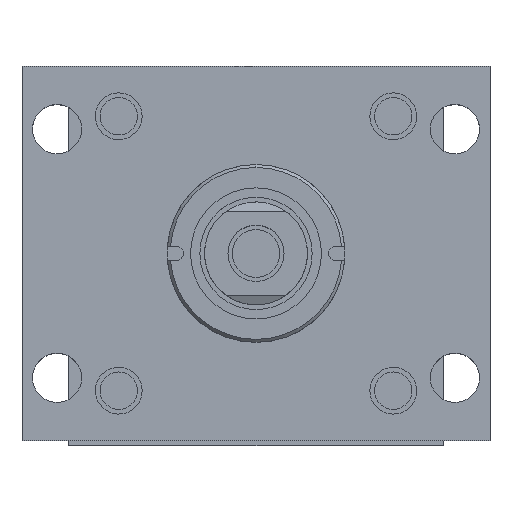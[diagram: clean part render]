
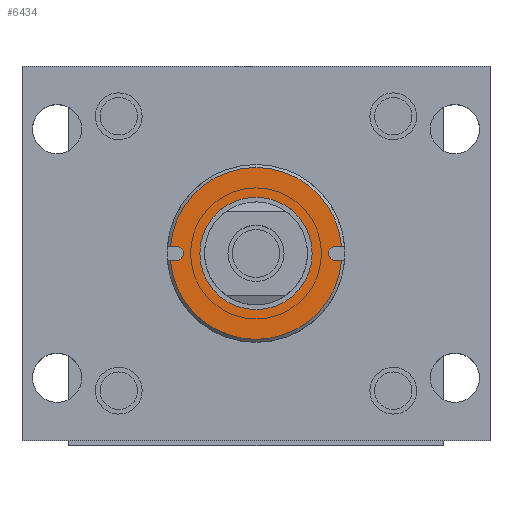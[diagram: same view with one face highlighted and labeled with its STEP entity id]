
A CAD part, top view. The second image highlights one B-rep face of the part: STEP entity #6434.
In plain terms, the highlighted face is planar.
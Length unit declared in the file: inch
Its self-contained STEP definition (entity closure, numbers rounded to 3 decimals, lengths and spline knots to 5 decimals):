
#23 = VERTEX_POINT ( 'NONE', #4796 ) ;
#68 = VERTEX_POINT ( 'NONE', #5768 ) ;
#115 = CARTESIAN_POINT ( 'NONE',  ( 9.17484, 15.3203, 0. ) ) ;
#146 = CARTESIAN_POINT ( 'NONE',  ( 9.17484, 16.3823, 0. ) ) ;
#148 = DIRECTION ( 'NONE',  ( 0., 0., -1. ) ) ;
#160 = EDGE_CURVE ( 'NONE', #1535, #918, #9239, .T. ) ;
#185 = DIRECTION ( 'NONE',  ( -1., 0., 0. ) ) ;
#243 = CIRCLE ( 'NONE', #4143, 0.75 ) ;
#256 = AXIS2_PLACEMENT_3D ( 'NONE', #415, #5475, #6097 ) ;
#316 = PLANE ( 'NONE',  #256 ) ;
#415 = CARTESIAN_POINT ( 'NONE',  ( 9.17484, 17.5298, 0. ) ) ;
#530 = EDGE_CURVE ( 'NONE', #2727, #68, #753, .T. ) ;
#753 = CIRCLE ( 'NONE', #1498, 0.094 ) ;
#826 = EDGE_CURVE ( 'NONE', #9188, #2558, #8206, .T. ) ;
#851 = ORIENTED_EDGE ( 'NONE', *, *, #6711, .F. ) ;
#873 = DIRECTION ( 'NONE',  ( -1., 0., 0. ) ) ;
#875 = DIRECTION ( 'NONE',  ( 1., 0., 0. ) ) ;
#896 = VERTEX_POINT ( 'NONE', #2421 ) ;
#905 = CARTESIAN_POINT ( 'NONE',  ( 9.17484, 16.3823, 0.75 ) ) ;
#918 = VERTEX_POINT ( 'NONE', #8906 ) ;
#1044 = CARTESIAN_POINT ( 'NONE',  ( 9.17484, 16.3823, 0. ) ) ;
#1404 = AXIS2_PLACEMENT_3D ( 'NONE', #9027, #4693, #2472 ) ;
#1408 = DIRECTION ( 'NONE',  ( 1., 0., 0. ) ) ;
#1498 = AXIS2_PLACEMENT_3D ( 'NONE', #9348, #1408, #7204 ) ;
#1533 = EDGE_CURVE ( 'NONE', #918, #9188, #7908, .T. ) ;
#1535 = VERTEX_POINT ( 'NONE', #5347 ) ;
#1574 = ORIENTED_EDGE ( 'NONE', *, *, #3908, .F. ) ;
#1993 = ORIENTED_EDGE ( 'NONE', *, *, #160, .T. ) ;
#2046 = CARTESIAN_POINT ( 'NONE',  ( 9.17484, 17.5298, 0.094 ) ) ;
#2149 = VECTOR ( 'NONE', #3806, 39.37008 ) ;
#2252 = VECTOR ( 'NONE', #4379, 39.37008 ) ;
#2287 = CARTESIAN_POINT ( 'NONE',  ( 9.17484, 16.3823, 0. ) ) ;
#2421 = CARTESIAN_POINT ( 'NONE',  ( 9.17484, 17.52594, 0.094 ) ) ;
#2472 = DIRECTION ( 'NONE',  ( 0., 0., 1. ) ) ;
#2488 = FACE_OUTER_BOUND ( 'NONE', #7872, .T. ) ;
#2530 = DIRECTION ( 'NONE',  ( 0., 0., 1. ) ) ;
#2548 = EDGE_LOOP ( 'NONE', ( #851, #1574 ) ) ;
#2558 = VERTEX_POINT ( 'NONE', #3459 ) ;
#2727 = VERTEX_POINT ( 'NONE', #9304 ) ;
#2734 = VERTEX_POINT ( 'NONE', #5704 ) ;
#3079 = DIRECTION ( 'NONE',  ( -1., 0., 0. ) ) ;
#3101 = DIRECTION ( 'NONE',  ( 0., 0., 1. ) ) ;
#3178 = CARTESIAN_POINT ( 'NONE',  ( 9.17484, 16.3823, 0. ) ) ;
#3410 = CARTESIAN_POINT ( 'NONE',  ( 9.17484, 17.5298, -0.094 ) ) ;
#3438 = CARTESIAN_POINT ( 'NONE',  ( 9.17484, 16.3823, -0.75 ) ) ;
#3450 = ORIENTED_EDGE ( 'NONE', *, *, #4511, .T. ) ;
#3459 = CARTESIAN_POINT ( 'NONE',  ( 9.17484, 15.3203, 0.094 ) ) ;
#3806 = DIRECTION ( 'NONE',  ( 0., -1., 0. ) ) ;
#3865 = CARTESIAN_POINT ( 'NONE',  ( 9.17484, 17.5298, -0.094 ) ) ;
#3908 = EDGE_CURVE ( 'NONE', #7111, #8728, #6714, .T. ) ;
#3957 = ORIENTED_EDGE ( 'NONE', *, *, #826, .T. ) ;
#4143 = AXIS2_PLACEMENT_3D ( 'NONE', #1044, #3079, #8155 ) ;
#4379 = DIRECTION ( 'NONE',  ( 0., -1., 0. ) ) ;
#4511 = EDGE_CURVE ( 'NONE', #23, #896, #4795, .T. ) ;
#4533 = LINE ( 'NONE', #8797, #7263 ) ;
#4693 = DIRECTION ( 'NONE',  ( -1., 0., 0. ) ) ;
#4795 = CIRCLE ( 'NONE', #8725, 1.1475 ) ;
#4796 = CARTESIAN_POINT ( 'NONE',  ( 9.17484, 15.23865, 0.094 ) ) ;
#5040 = CARTESIAN_POINT ( 'NONE',  ( 9.17484, 15.3203, -0.094 ) ) ;
#5096 = LINE ( 'NONE', #3865, #2149 ) ;
#5189 = LINE ( 'NONE', #2046, #2252 ) ;
#5238 = AXIS2_PLACEMENT_3D ( 'NONE', #2287, #185, #3101 ) ;
#5338 = ORIENTED_EDGE ( 'NONE', *, *, #1533, .T. ) ;
#5347 = CARTESIAN_POINT ( 'NONE',  ( 9.17484, 16.3823, -1.1475 ) ) ;
#5357 = ORIENTED_EDGE ( 'NONE', *, *, #8646, .T. ) ;
#5380 = ORIENTED_EDGE ( 'NONE', *, *, #530, .T. ) ;
#5475 = DIRECTION ( 'NONE',  ( 1., 0., 0. ) ) ;
#5563 = FACE_BOUND ( 'NONE', #2548, .T. ) ;
#5669 = DIRECTION ( 'NONE',  ( 0., 1., 0. ) ) ;
#5704 = CARTESIAN_POINT ( 'NONE',  ( 9.17484, 17.52594, -0.094 ) ) ;
#5768 = CARTESIAN_POINT ( 'NONE',  ( 9.17484, 17.4443, -0.094 ) ) ;
#5798 = ORIENTED_EDGE ( 'NONE', *, *, #6280, .F. ) ;
#5840 = CIRCLE ( 'NONE', #5238, 1.1475 ) ;
#6097 = DIRECTION ( 'NONE',  ( 0., 0., -1. ) ) ;
#6208 = EDGE_CURVE ( 'NONE', #23, #2558, #4533, .T. ) ;
#6280 = EDGE_CURVE ( 'NONE', #2734, #68, #5096, .T. ) ;
#6434 = ADVANCED_FACE ( 'NONE', ( #5563, #2488 ), #316, .F. ) ;
#6527 = VECTOR ( 'NONE', #5669, 39.37008 ) ;
#6711 = EDGE_CURVE ( 'NONE', #8728, #7111, #243, .T. ) ;
#6714 = CIRCLE ( 'NONE', #1404, 0.75 ) ;
#6773 = AXIS2_PLACEMENT_3D ( 'NONE', #115, #875, #148 ) ;
#7111 = VERTEX_POINT ( 'NONE', #3438 ) ;
#7163 = ORIENTED_EDGE ( 'NONE', *, *, #7928, .T. ) ;
#7204 = DIRECTION ( 'NONE',  ( 0., 0., -1. ) ) ;
#7263 = VECTOR ( 'NONE', #8735, 39.37008 ) ;
#7677 = ORIENTED_EDGE ( 'NONE', *, *, #6208, .F. ) ;
#7872 = EDGE_LOOP ( 'NONE', ( #5357, #1993, #5338, #3957, #7677, #3450, #7163, #5380, #5798 ) ) ;
#7908 = LINE ( 'NONE', #3410, #6527 ) ;
#7928 = EDGE_CURVE ( 'NONE', #896, #2727, #5189, .T. ) ;
#8155 = DIRECTION ( 'NONE',  ( 0., 0., 1. ) ) ;
#8206 = CIRCLE ( 'NONE', #6773, 0.094 ) ;
#8259 = DIRECTION ( 'NONE',  ( -1., 0., 0. ) ) ;
#8290 = AXIS2_PLACEMENT_3D ( 'NONE', #146, #873, #8771 ) ;
#8646 = EDGE_CURVE ( 'NONE', #2734, #1535, #5840, .T. ) ;
#8725 = AXIS2_PLACEMENT_3D ( 'NONE', #3178, #8259, #2530 ) ;
#8728 = VERTEX_POINT ( 'NONE', #905 ) ;
#8735 = DIRECTION ( 'NONE',  ( 0., 1., 0. ) ) ;
#8771 = DIRECTION ( 'NONE',  ( 0., 0., 1. ) ) ;
#8797 = CARTESIAN_POINT ( 'NONE',  ( 9.17484, 17.5298, 0.094 ) ) ;
#8906 = CARTESIAN_POINT ( 'NONE',  ( 9.17484, 15.23865, -0.094 ) ) ;
#9027 = CARTESIAN_POINT ( 'NONE',  ( 9.17484, 16.3823, 0. ) ) ;
#9188 = VERTEX_POINT ( 'NONE', #5040 ) ;
#9239 = CIRCLE ( 'NONE', #8290, 1.1475 ) ;
#9304 = CARTESIAN_POINT ( 'NONE',  ( 9.17484, 17.4443, 0.094 ) ) ;
#9348 = CARTESIAN_POINT ( 'NONE',  ( 9.17484, 17.4443, 0. ) ) ;
